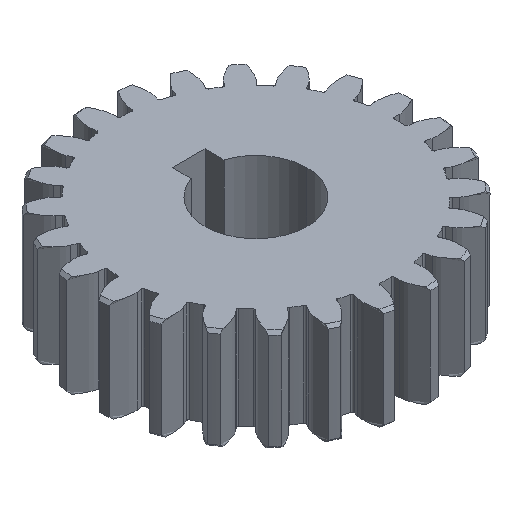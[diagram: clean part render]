
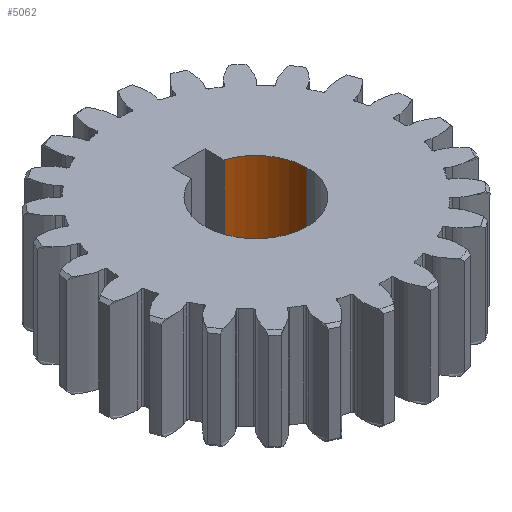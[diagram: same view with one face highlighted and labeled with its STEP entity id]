
A CAD part, isometric view. The second image highlights one B-rep face of the part: STEP entity #5062.
In plain terms, the highlighted cylindrical face has radius 1.587 mm (diameter 3.175 mm), a partial arc.
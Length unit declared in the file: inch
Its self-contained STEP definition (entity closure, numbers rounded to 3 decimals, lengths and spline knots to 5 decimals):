
#363 = VERTEX_POINT ( 'NONE', #6159 ) ;
#470 = ORIENTED_EDGE ( 'NONE', *, *, #6050, .T. ) ;
#1072 = LINE ( 'NONE', #5041, #3662 ) ;
#1293 = AXIS2_PLACEMENT_3D ( 'NONE', #11046, #9001, #6324 ) ;
#1587 = EDGE_LOOP ( 'NONE', ( #8997, #11074, #470, #8120 ) ) ;
#1595 = EDGE_CURVE ( 'NONE', #2082, #363, #5820, .T. ) ;
#1946 = VERTEX_POINT ( 'NONE', #1963 ) ;
#1963 = CARTESIAN_POINT ( 'NONE',  ( 0.02, 0.05921, 0.0625 ) ) ;
#2082 = VERTEX_POINT ( 'NONE', #6978 ) ;
#2132 = DIRECTION ( 'NONE',  ( 0., 0., 1. ) ) ;
#2482 = FACE_OUTER_BOUND ( 'NONE', #1587, .T. ) ;
#2551 = CYLINDRICAL_SURFACE ( 'NONE', #1293, 0.0625 ) ;
#2847 = CIRCLE ( 'NONE', #5032, 0.0625 ) ;
#3151 = CARTESIAN_POINT ( 'NONE',  ( 0., 0., -0.0625 ) ) ;
#3287 = VERTEX_POINT ( 'NONE', #4568 ) ;
#3415 = DIRECTION ( 'NONE',  ( 1., 0., 0. ) ) ;
#3478 = CARTESIAN_POINT ( 'NONE',  ( 0., 0., 0.0625 ) ) ;
#3662 = VECTOR ( 'NONE', #2132, 39.37008 ) ;
#4190 = DIRECTION ( 'NONE',  ( 0., 0., 1. ) ) ;
#4568 = CARTESIAN_POINT ( 'NONE',  ( 0.0625, 0., 0.0625 ) ) ;
#5032 = AXIS2_PLACEMENT_3D ( 'NONE', #3478, #6196, #3415 ) ;
#5041 = CARTESIAN_POINT ( 'NONE',  ( 0.02, 0.05921, -0.0625 ) ) ;
#5062 = ADVANCED_FACE ( 'NONE', ( #2482 ), #2551, .F. ) ;
#5820 = CIRCLE ( 'NONE', #6016, 0.0625 ) ;
#6016 = AXIS2_PLACEMENT_3D ( 'NONE', #3151, #4190, #7984 ) ;
#6050 = EDGE_CURVE ( 'NONE', #3287, #1946, #2847, .T. ) ;
#6159 = CARTESIAN_POINT ( 'NONE',  ( 0.02, 0.05921, -0.0625 ) ) ;
#6196 = DIRECTION ( 'NONE',  ( 0., 0., 1. ) ) ;
#6324 = DIRECTION ( 'NONE',  ( 1., 0., 0. ) ) ;
#6978 = CARTESIAN_POINT ( 'NONE',  ( 0.0625, 0., -0.0625 ) ) ;
#7078 = VECTOR ( 'NONE', #10604, 39.37008 ) ;
#7759 = LINE ( 'NONE', #10434, #7078 ) ;
#7984 = DIRECTION ( 'NONE',  ( 1., 0., 0. ) ) ;
#8120 = ORIENTED_EDGE ( 'NONE', *, *, #11359, .F. ) ;
#8997 = ORIENTED_EDGE ( 'NONE', *, *, #1595, .F. ) ;
#9001 = DIRECTION ( 'NONE',  ( 0., 0., 1. ) ) ;
#10388 = EDGE_CURVE ( 'NONE', #2082, #3287, #7759, .T. ) ;
#10434 = CARTESIAN_POINT ( 'NONE',  ( 0.0625, 0., -0.0625 ) ) ;
#10604 = DIRECTION ( 'NONE',  ( 0., 0., 1. ) ) ;
#11046 = CARTESIAN_POINT ( 'NONE',  ( 0., 0., -0.0625 ) ) ;
#11074 = ORIENTED_EDGE ( 'NONE', *, *, #10388, .T. ) ;
#11359 = EDGE_CURVE ( 'NONE', #363, #1946, #1072, .T. ) ;
